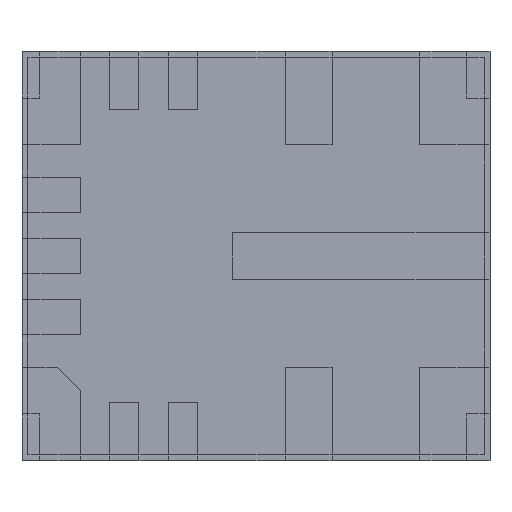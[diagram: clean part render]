
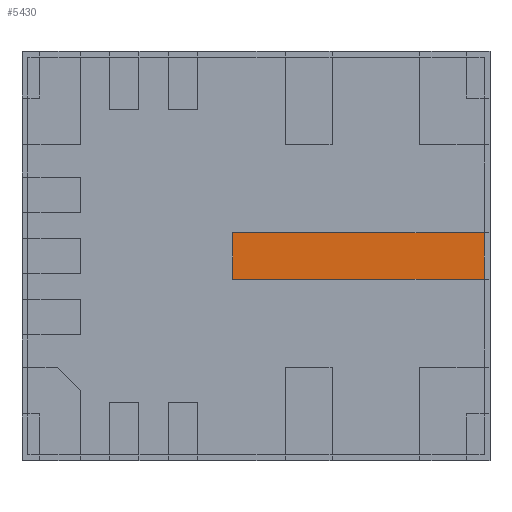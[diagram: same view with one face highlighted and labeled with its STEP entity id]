
A CAD part, front view. The second image highlights one B-rep face of the part: STEP entity #5430.
In plain terms, the highlighted planar face has unit normal (0, -1, 0).
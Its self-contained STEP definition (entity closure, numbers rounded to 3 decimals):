
#336 = CARTESIAN_POINT ( 'NONE',  ( 1.95, 0., 0. ) ) ;
#374 = CARTESIAN_POINT ( 'NONE',  ( 0., 0., 0. ) ) ;
#435 = ORIENTED_EDGE ( 'NONE', *, *, #4456, .F. ) ;
#606 = VECTOR ( 'NONE', #6395, 1000. ) ;
#960 = VECTOR ( 'NONE', #7414, 1000. ) ;
#1421 = VERTEX_POINT ( 'NONE', #4957 ) ;
#1559 = LINE ( 'NONE', #5737, #1970 ) ;
#1612 = LINE ( 'NONE', #336, #960 ) ;
#1880 = CARTESIAN_POINT ( 'NONE',  ( -0.2, 0., -0.2 ) ) ;
#1883 = VERTEX_POINT ( 'NONE', #7111 ) ;
#1893 = CARTESIAN_POINT ( 'NONE',  ( -0.2, 0., 0.2 ) ) ;
#1945 = VERTEX_POINT ( 'NONE', #1893 ) ;
#1970 = VECTOR ( 'NONE', #2784, 1000. ) ;
#2157 = PLANE ( 'NONE',  #2683 ) ;
#2309 = VECTOR ( 'NONE', #3187, 1000. ) ;
#2409 = ORIENTED_EDGE ( 'NONE', *, *, #3093, .F. ) ;
#2636 = EDGE_CURVE ( 'NONE', #1945, #1421, #4544, .T. ) ;
#2683 = AXIS2_PLACEMENT_3D ( 'NONE', #374, #6293, #5673 ) ;
#2784 = DIRECTION ( 'NONE',  ( 0., 0., 1. ) ) ;
#3093 = EDGE_CURVE ( 'NONE', #4849, #1945, #1559, .T. ) ;
#3187 = DIRECTION ( 'NONE',  ( -1., 0., 0. ) ) ;
#3229 = CARTESIAN_POINT ( 'NONE',  ( -0.2, 0., -0.2 ) ) ;
#3297 = FACE_OUTER_BOUND ( 'NONE', #5011, .T. ) ;
#3334 = CARTESIAN_POINT ( 'NONE',  ( -0.2, 0., 0.2 ) ) ;
#3695 = ORIENTED_EDGE ( 'NONE', *, *, #2636, .F. ) ;
#4072 = ORIENTED_EDGE ( 'NONE', *, *, #4576, .T. ) ;
#4456 = EDGE_CURVE ( 'NONE', #1883, #4849, #6647, .T. ) ;
#4544 = LINE ( 'NONE', #3334, #606 ) ;
#4576 = EDGE_CURVE ( 'NONE', #1883, #1421, #1612, .T. ) ;
#4849 = VERTEX_POINT ( 'NONE', #1880 ) ;
#4957 = CARTESIAN_POINT ( 'NONE',  ( 1.95, 0., 0.2 ) ) ;
#5011 = EDGE_LOOP ( 'NONE', ( #435, #4072, #3695, #2409 ) ) ;
#5430 = ADVANCED_FACE ( 'NONE', ( #3297 ), #2157, .F. ) ;
#5673 = DIRECTION ( 'NONE',  ( 0., 0., 1. ) ) ;
#5737 = CARTESIAN_POINT ( 'NONE',  ( -0.2, 0., -0.2 ) ) ;
#6293 = DIRECTION ( 'NONE',  ( 0., 1., 0. ) ) ;
#6395 = DIRECTION ( 'NONE',  ( 1., 0., 0. ) ) ;
#6647 = LINE ( 'NONE', #3229, #2309 ) ;
#7111 = CARTESIAN_POINT ( 'NONE',  ( 1.95, 0., -0.2 ) ) ;
#7414 = DIRECTION ( 'NONE',  ( 0., 0., 1. ) ) ;
